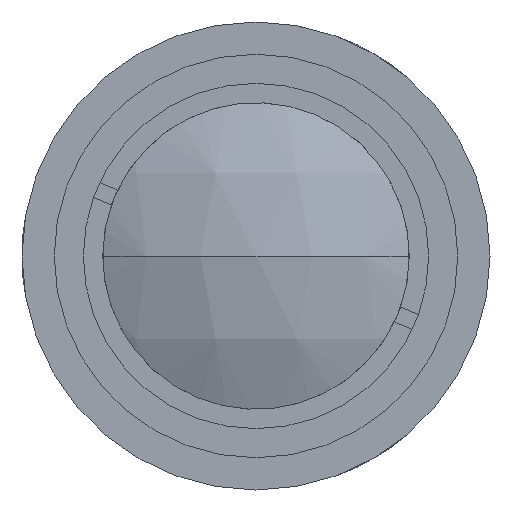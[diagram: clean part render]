
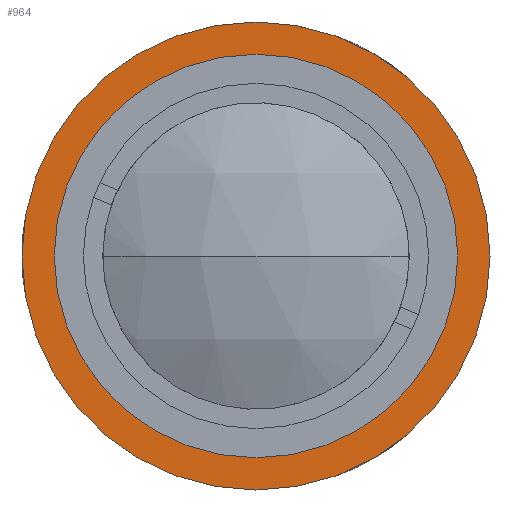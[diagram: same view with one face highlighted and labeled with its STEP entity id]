
A CAD part, left-side view. The second image highlights one B-rep face of the part: STEP entity #964.
In plain terms, the highlighted planar face has unit normal (-1, 0, 0).
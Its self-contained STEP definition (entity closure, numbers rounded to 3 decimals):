
#39 = EDGE_CURVE ( 'NONE', #163, #63, #2670, .T. ) ;
#46 = DIRECTION ( 'NONE',  ( -1., 0., 0. ) ) ;
#63 = VERTEX_POINT ( 'NONE', #1043 ) ;
#79 = CARTESIAN_POINT ( 'NONE',  ( 77.22, 0., 0. ) ) ;
#163 = VERTEX_POINT ( 'NONE', #177 ) ;
#174 = CARTESIAN_POINT ( 'NONE',  ( 77.22, 0., 11.5 ) ) ;
#177 = CARTESIAN_POINT ( 'NONE',  ( 77.22, 0., -14.5 ) ) ;
#472 = EDGE_CURVE ( 'NONE', #1873, #2268, #2324, .T. ) ;
#510 = EDGE_CURVE ( 'NONE', #2268, #1873, #2256, .T. ) ;
#692 = FACE_OUTER_BOUND ( 'NONE', #2051, .T. ) ;
#828 = AXIS2_PLACEMENT_3D ( 'NONE', #1875, #1849, #1839 ) ;
#864 = EDGE_CURVE ( 'NONE', #63, #163, #1485, .T. ) ;
#873 = EDGE_LOOP ( 'NONE', ( #2732, #1940 ) ) ;
#881 = ORIENTED_EDGE ( 'NONE', *, *, #39, .T. ) ;
#964 = ADVANCED_FACE ( 'NONE', ( #1831, #692 ), #2259, .F. ) ;
#966 = AXIS2_PLACEMENT_3D ( 'NONE', #2213, #2167, #2155 ) ;
#1043 = CARTESIAN_POINT ( 'NONE',  ( 77.22, 0., 14.5 ) ) ;
#1281 = CARTESIAN_POINT ( 'NONE',  ( 77.22, 0., 0. ) ) ;
#1308 = DIRECTION ( 'NONE',  ( -1., 0., 0. ) ) ;
#1328 = DIRECTION ( 'NONE',  ( 0., 0., 1. ) ) ;
#1403 = ORIENTED_EDGE ( 'NONE', *, *, #864, .T. ) ;
#1464 = DIRECTION ( 'NONE',  ( 0., 0., 1. ) ) ;
#1485 = CIRCLE ( 'NONE', #1594, 14.5 ) ;
#1489 = DIRECTION ( 'NONE',  ( -1., 0., 0. ) ) ;
#1496 = CARTESIAN_POINT ( 'NONE',  ( 77.22, 0., 0. ) ) ;
#1594 = AXIS2_PLACEMENT_3D ( 'NONE', #79, #46, #2116 ) ;
#1831 = FACE_BOUND ( 'NONE', #873, .T. ) ;
#1839 = DIRECTION ( 'NONE',  ( 0., 0., 1. ) ) ;
#1849 = DIRECTION ( 'NONE',  ( -1., 0., 0. ) ) ;
#1873 = VERTEX_POINT ( 'NONE', #174 ) ;
#1875 = CARTESIAN_POINT ( 'NONE',  ( 77.22, 0., 0. ) ) ;
#1940 = ORIENTED_EDGE ( 'NONE', *, *, #510, .F. ) ;
#2051 = EDGE_LOOP ( 'NONE', ( #1403, #881 ) ) ;
#2104 = CARTESIAN_POINT ( 'NONE',  ( 77.22, 0., -11.5 ) ) ;
#2109 = AXIS2_PLACEMENT_3D ( 'NONE', #1496, #1489, #1464 ) ;
#2116 = DIRECTION ( 'NONE',  ( 0., 0., 1. ) ) ;
#2155 = DIRECTION ( 'NONE',  ( 0., 0., -1. ) ) ;
#2167 = DIRECTION ( 'NONE',  ( 1., 0., 0. ) ) ;
#2213 = CARTESIAN_POINT ( 'NONE',  ( 77.22, 11.5, 0. ) ) ;
#2256 = CIRCLE ( 'NONE', #2109, 11.5 ) ;
#2259 = PLANE ( 'NONE',  #966 ) ;
#2268 = VERTEX_POINT ( 'NONE', #2104 ) ;
#2324 = CIRCLE ( 'NONE', #828, 11.5 ) ;
#2344 = AXIS2_PLACEMENT_3D ( 'NONE', #1281, #1308, #1328 ) ;
#2670 = CIRCLE ( 'NONE', #2344, 14.5 ) ;
#2732 = ORIENTED_EDGE ( 'NONE', *, *, #472, .F. ) ;
